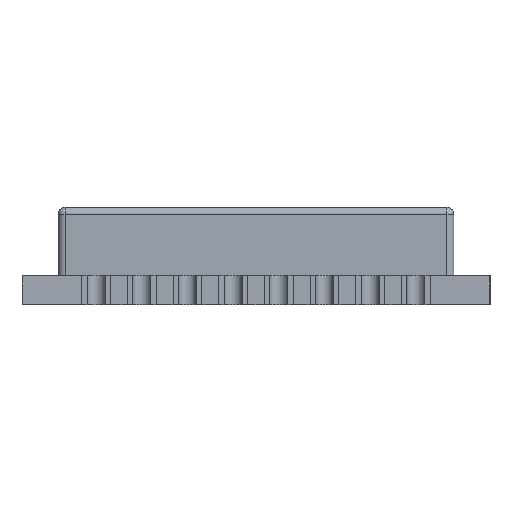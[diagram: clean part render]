
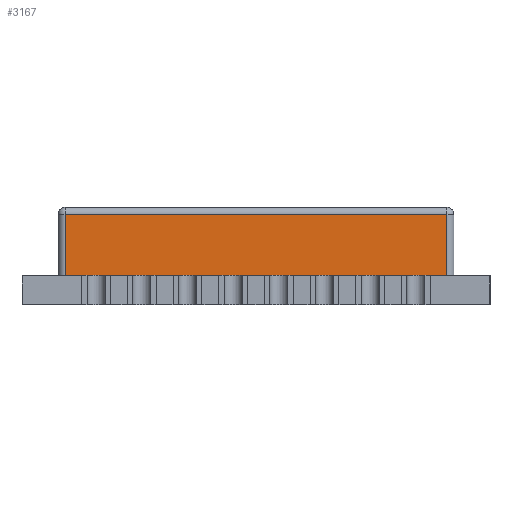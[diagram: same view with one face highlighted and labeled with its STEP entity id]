
A CAD part, front view. The second image highlights one B-rep face of the part: STEP entity #3167.
In plain terms, the highlighted planar face has unit normal (0, -1, 0).
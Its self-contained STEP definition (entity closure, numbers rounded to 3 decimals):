
#857 = CARTESIAN_POINT ( 'NONE',  ( -5.3, -7., 0.8 ) ) ;
#1070 = EDGE_CURVE ( 'NONE', #7765, #4448, #7532, .T. ) ;
#3167 = ADVANCED_FACE ( 'NONE', ( #22145 ), #11027, .F. ) ;
#3378 = CARTESIAN_POINT ( 'NONE',  ( 5.3, -7., 2.5 ) ) ;
#4448 = VERTEX_POINT ( 'NONE', #21294 ) ;
#4891 = DIRECTION ( 'NONE',  ( -1., 0., 0. ) ) ;
#4962 = CARTESIAN_POINT ( 'NONE',  ( 5.5, -7., 0.8 ) ) ;
#5280 = EDGE_CURVE ( 'NONE', #5992, #23491, #7451, .T. ) ;
#5992 = VERTEX_POINT ( 'NONE', #857 ) ;
#6279 = CARTESIAN_POINT ( 'NONE',  ( 5.3, -7., 0.8 ) ) ;
#6439 = CARTESIAN_POINT ( 'NONE',  ( 5.3, -7., 2.7 ) ) ;
#6568 = VECTOR ( 'NONE', #6866, 1000. ) ;
#6866 = DIRECTION ( 'NONE',  ( 0., 0., 1. ) ) ;
#7451 = LINE ( 'NONE', #4962, #24027 ) ;
#7532 = LINE ( 'NONE', #14075, #10011 ) ;
#7765 = VERTEX_POINT ( 'NONE', #3378 ) ;
#8703 = ORIENTED_EDGE ( 'NONE', *, *, #5280, .T. ) ;
#9726 = EDGE_LOOP ( 'NONE', ( #28924, #11128, #8703, #10313 ) ) ;
#10011 = VECTOR ( 'NONE', #4891, 1000. ) ;
#10313 = ORIENTED_EDGE ( 'NONE', *, *, #21451, .T. ) ;
#11027 = PLANE ( 'NONE',  #15501 ) ;
#11128 = ORIENTED_EDGE ( 'NONE', *, *, #22466, .T. ) ;
#12789 = LINE ( 'NONE', #14783, #17038 ) ;
#14075 = CARTESIAN_POINT ( 'NONE',  ( 5.5, -7., 2.5 ) ) ;
#14783 = CARTESIAN_POINT ( 'NONE',  ( -5.3, -7., 2.7 ) ) ;
#15501 = AXIS2_PLACEMENT_3D ( 'NONE', #27029, #20231, #29232 ) ;
#16491 = DIRECTION ( 'NONE',  ( 1., 0., 0. ) ) ;
#17038 = VECTOR ( 'NONE', #21856, 1000. ) ;
#20231 = DIRECTION ( 'NONE',  ( 0., 1., 0. ) ) ;
#21294 = CARTESIAN_POINT ( 'NONE',  ( -5.3, -7., 2.5 ) ) ;
#21451 = EDGE_CURVE ( 'NONE', #23491, #7765, #28824, .T. ) ;
#21856 = DIRECTION ( 'NONE',  ( 0., 0., -1. ) ) ;
#22145 = FACE_OUTER_BOUND ( 'NONE', #9726, .T. ) ;
#22466 = EDGE_CURVE ( 'NONE', #4448, #5992, #12789, .T. ) ;
#23491 = VERTEX_POINT ( 'NONE', #6279 ) ;
#24027 = VECTOR ( 'NONE', #16491, 1000. ) ;
#27029 = CARTESIAN_POINT ( 'NONE',  ( 5.5, -7., 2.7 ) ) ;
#28824 = LINE ( 'NONE', #6439, #6568 ) ;
#28924 = ORIENTED_EDGE ( 'NONE', *, *, #1070, .T. ) ;
#29232 = DIRECTION ( 'NONE',  ( 0., 0., -1. ) ) ;
